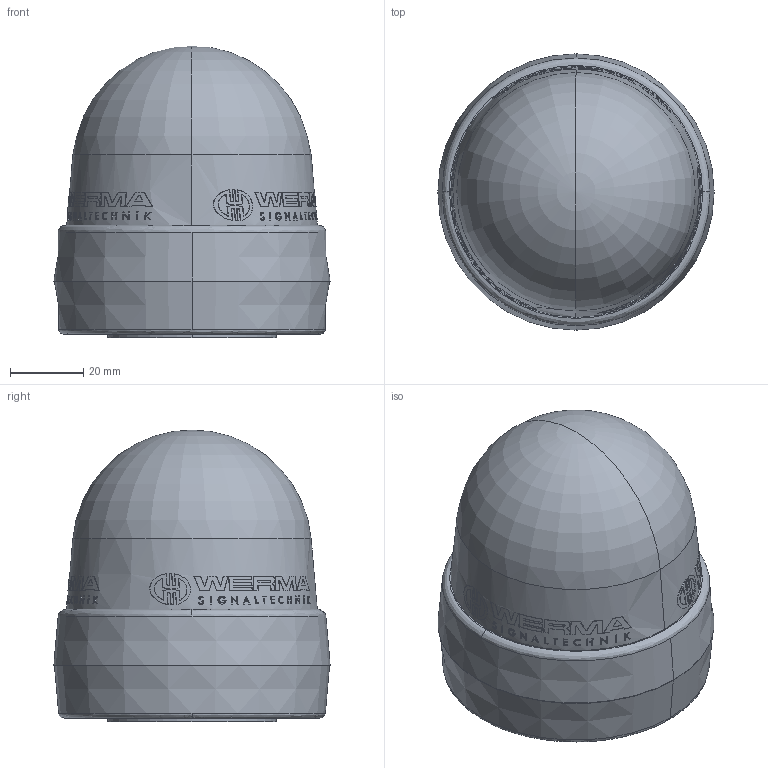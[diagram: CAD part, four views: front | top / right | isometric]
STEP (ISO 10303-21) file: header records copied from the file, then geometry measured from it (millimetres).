
FILE_DESCRIPTION (( 'STEP AP214' ), '1' );
FILE_NAME ('22130067.step', '2016-03-10T22:42:32', ( '' ), ( '' ), 'SwSTEP 2.0', 'SolidWorks 2015', '' );
FILE_SCHEMA (( 'AUTOMOTIVE_DESIGN' ));
Length unit declared in the file: inch
Products named in the file (1): 22130067
Bounding box: 75.35 x 75.35 x 79.58 mm (x, y, z)
Volume: 258809.6 mm3; surface area: 21743.1 mm2
Topology: 1 solids, 1 shells, 773 faces, 2081 edges, 1385 vertices
Faces by surface type: plane 526, cylinder 163, cone 78, bspline 4, torus 2
Entity records: 27458 total; most frequent: CARTESIAN_POINT 9267, ORIENTED_EDGE 4158, DIRECTION 3155, EDGE_CURVE 2079, VERTEX_POINT 1385, AXIS2_PLACEMENT_3D 1210, EDGE_LOOP 850, FACE_OUTER_BOUND 773
